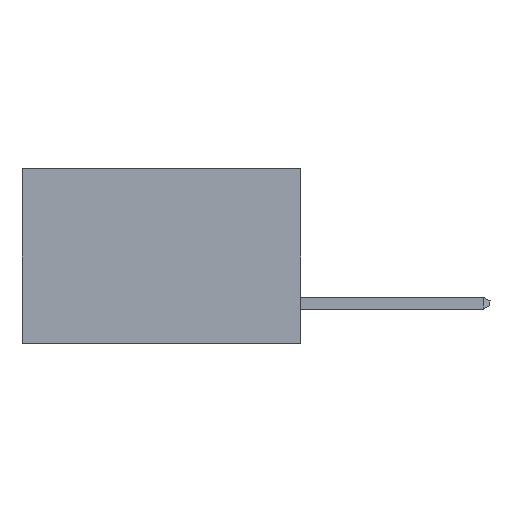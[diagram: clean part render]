
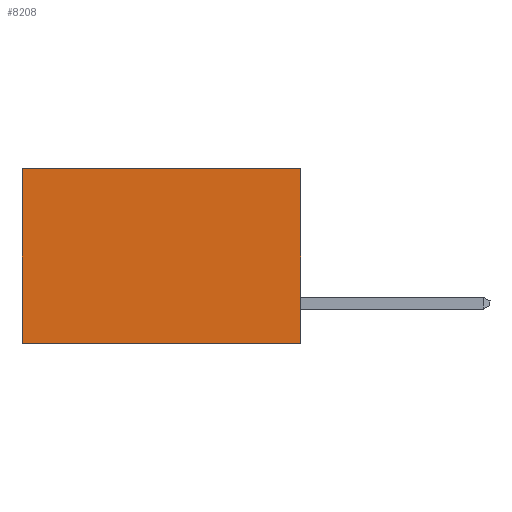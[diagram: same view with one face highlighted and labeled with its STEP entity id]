
A CAD part, left-side view. The second image highlights one B-rep face of the part: STEP entity #8208.
In plain terms, the highlighted planar face has unit normal (-1, 0, 0).
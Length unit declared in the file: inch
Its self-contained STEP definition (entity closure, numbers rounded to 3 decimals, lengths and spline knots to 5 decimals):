
#681 = LINE ( 'NONE', #9665, #13563 ) ;
#1185 = CARTESIAN_POINT ( 'NONE',  ( 0.277, 0.59, -0.37 ) ) ;
#1394 = EDGE_CURVE ( 'NONE', #5305, #9931, #681, .T. ) ;
#1519 = ORIENTED_EDGE ( 'NONE', *, *, #1394, .F. ) ;
#2507 = LINE ( 'NONE', #5684, #15009 ) ;
#2685 = CARTESIAN_POINT ( 'NONE',  ( 0.277, 0., 0. ) ) ;
#2770 = EDGE_CURVE ( 'NONE', #10709, #5305, #12975, .T. ) ;
#3650 = VECTOR ( 'NONE', #11661, 39.37008 ) ;
#3685 = AXIS2_PLACEMENT_3D ( 'NONE', #9131, #9095, #9039 ) ;
#4293 = CARTESIAN_POINT ( 'NONE',  ( 0.277, 0., -0.37 ) ) ;
#5032 = DIRECTION ( 'NONE',  ( 0., 1., 0. ) ) ;
#5305 = VERTEX_POINT ( 'NONE', #5792 ) ;
#5684 = CARTESIAN_POINT ( 'NONE',  ( 0.277, 0., 0. ) ) ;
#5792 = CARTESIAN_POINT ( 'NONE',  ( 0.277, 0., -0.37 ) ) ;
#5885 = FACE_OUTER_BOUND ( 'NONE', #14486, .T. ) ;
#8130 = DIRECTION ( 'NONE',  ( 0., 0., -1. ) ) ;
#8208 = ADVANCED_FACE ( 'NONE', ( #5885 ), #9220, .F. ) ;
#8213 = DIRECTION ( 'NONE',  ( 0., 1., 0. ) ) ;
#8965 = ORIENTED_EDGE ( 'NONE', *, *, #9120, .T. ) ;
#9039 = DIRECTION ( 'NONE',  ( 0., 0., -1. ) ) ;
#9095 = DIRECTION ( 'NONE',  ( 1., 0., 0. ) ) ;
#9120 = EDGE_CURVE ( 'NONE', #10709, #13122, #2507, .T. ) ;
#9131 = CARTESIAN_POINT ( 'NONE',  ( 0.277, 0., -0.37 ) ) ;
#9195 = CARTESIAN_POINT ( 'NONE',  ( 0.277, 0.59, -0.37 ) ) ;
#9220 = PLANE ( 'NONE',  #3685 ) ;
#9442 = EDGE_CURVE ( 'NONE', #13122, #9931, #10721, .T. ) ;
#9665 = CARTESIAN_POINT ( 'NONE',  ( 0.277, 0., -0.37 ) ) ;
#9931 = VERTEX_POINT ( 'NONE', #1185 ) ;
#10709 = VERTEX_POINT ( 'NONE', #2685 ) ;
#10721 = LINE ( 'NONE', #9195, #3650 ) ;
#11243 = ORIENTED_EDGE ( 'NONE', *, *, #9442, .T. ) ;
#11284 = ORIENTED_EDGE ( 'NONE', *, *, #2770, .F. ) ;
#11661 = DIRECTION ( 'NONE',  ( 0., 0., -1. ) ) ;
#12975 = LINE ( 'NONE', #4293, #15487 ) ;
#13122 = VERTEX_POINT ( 'NONE', #14346 ) ;
#13563 = VECTOR ( 'NONE', #8213, 39.37008 ) ;
#14346 = CARTESIAN_POINT ( 'NONE',  ( 0.277, 0.59, 0. ) ) ;
#14486 = EDGE_LOOP ( 'NONE', ( #11243, #1519, #11284, #8965 ) ) ;
#15009 = VECTOR ( 'NONE', #5032, 39.37008 ) ;
#15487 = VECTOR ( 'NONE', #8130, 39.37008 ) ;
